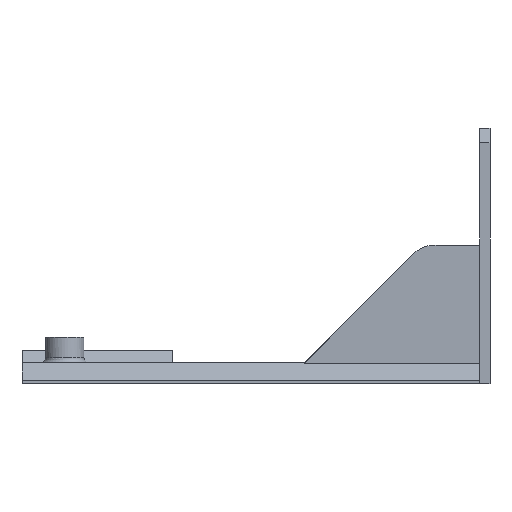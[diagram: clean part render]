
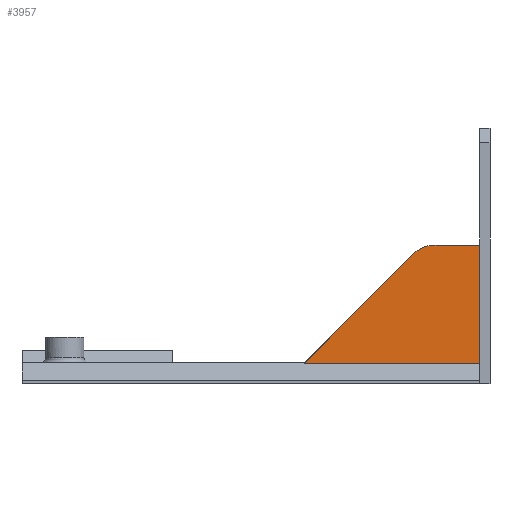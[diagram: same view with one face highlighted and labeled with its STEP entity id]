
A CAD part, front view. The second image highlights one B-rep face of the part: STEP entity #3957.
In plain terms, the highlighted planar face has unit normal (0, -1, 0).
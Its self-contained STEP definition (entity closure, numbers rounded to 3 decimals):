
#134=CIRCLE('',#4208,6.);
#263=FACE_OUTER_BOUND('',#477,.T.);
#477=EDGE_LOOP('',(#3118,#3119,#3120,#3121,#3122));
#854=LINE('',#5870,#1351);
#863=LINE('',#5896,#1360);
#912=LINE('',#6116,#1409);
#916=LINE('',#6127,#1413);
#1351=VECTOR('',#4766,10.);
#1360=VECTOR('',#4785,10.);
#1409=VECTOR('',#4924,10.);
#1413=VECTOR('',#4936,10.);
#1764=VERTEX_POINT('',#5867);
#1765=VERTEX_POINT('',#5869);
#1777=VERTEX_POINT('',#5895);
#1841=VERTEX_POINT('',#6115);
#1843=VERTEX_POINT('',#6121);
#2223=EDGE_CURVE('',#1764,#1765,#854,.T.);
#2236=EDGE_CURVE('',#1777,#1765,#863,.T.);
#2320=EDGE_CURVE('',#1841,#1764,#912,.T.);
#2323=EDGE_CURVE('',#1841,#1843,#134,.T.);
#2326=EDGE_CURVE('',#1843,#1777,#916,.T.);
#3118=ORIENTED_EDGE('',*,*,#2223,.F.);
#3119=ORIENTED_EDGE('',*,*,#2320,.F.);
#3120=ORIENTED_EDGE('',*,*,#2323,.T.);
#3121=ORIENTED_EDGE('',*,*,#2326,.T.);
#3122=ORIENTED_EDGE('',*,*,#2236,.T.);
#3783=PLANE('',#4211);
#3957=ADVANCED_FACE('',(#263),#3783,.T.);
#4208=AXIS2_PLACEMENT_3D('',#6122,#4929,#4930);
#4211=AXIS2_PLACEMENT_3D('',#6129,#4938,#4939);
#4766=DIRECTION('',(0.,0.,-1.));
#4785=DIRECTION('',(1.,0.,0.));
#4924=DIRECTION('',(1.,0.,-0.004));
#4929=DIRECTION('center_axis',(0.,-1.,0.));
#4930=DIRECTION('ref_axis',(0.004,0.,1.));
#4936=DIRECTION('',(-0.707,0.,-0.707));
#4938=DIRECTION('center_axis',(0.,-1.,0.));
#4939=DIRECTION('ref_axis',(0.,0.,1.));
#5867=CARTESIAN_POINT('',(90.5,-75.685,30.486));
#5869=CARTESIAN_POINT('',(90.5,-75.685,7.084));
#5870=CARTESIAN_POINT('',(90.5,-75.685,28.403));
#5895=CARTESIAN_POINT('',(55.618,-75.685,7.084));
#5896=CARTESIAN_POINT('',(69.,-75.685,7.084));
#6115=CARTESIAN_POINT('',(81.568,-75.685,30.524));
#6116=CARTESIAN_POINT('',(81.568,-75.685,30.524));
#6121=CARTESIAN_POINT('',(77.3,-75.685,28.766));
#6122=CARTESIAN_POINT('Origin',(81.543,-75.685,24.524));
#6127=CARTESIAN_POINT('',(77.3,-75.685,28.766));
#6129=CARTESIAN_POINT('Origin',(46.,-75.685,28.404));
